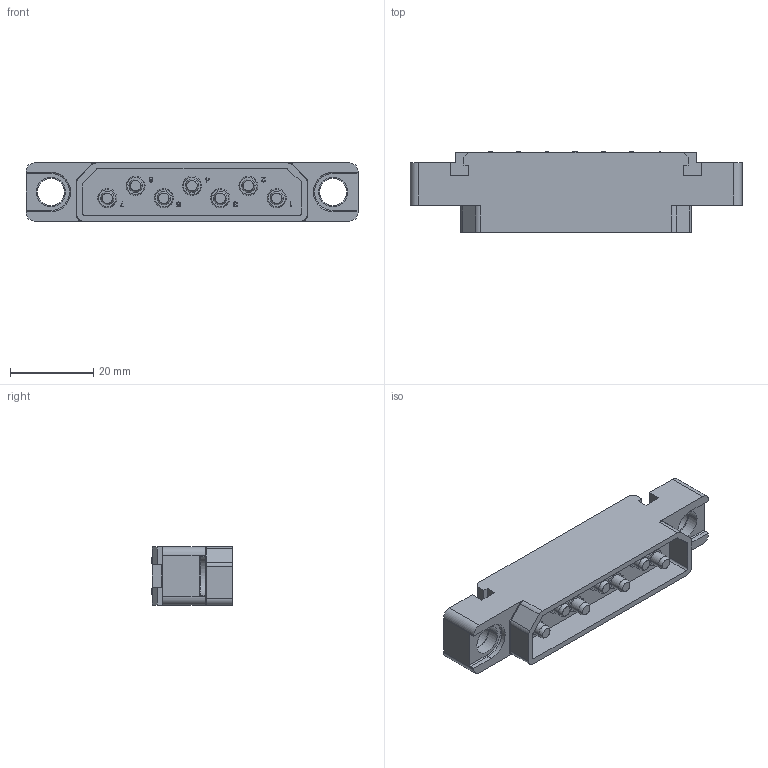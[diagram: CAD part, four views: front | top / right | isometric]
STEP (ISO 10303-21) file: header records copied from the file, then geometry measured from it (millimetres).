
FILE_DESCRIPTION((''),'2;1');
FILE_NAME('1900ND06P2X00D','2019-10-29T',('presta_be4'),(''),'CREO PARAMETRIC BY PTC INC, 2018360','CREO PARAMETRIC BY PTC INC, 2018360','');
FILE_SCHEMA(('CONFIG_CONTROL_DESIGN'));
Length unit declared in the file: millimetre
Products named in the file (1): 1900ND06P2X00D
Bounding box: 80 x 19.35 x 14 mm (x, y, z)
Volume: 11216.2 mm3; surface area: 11394.8 mm2
Topology: 1 solids, 8 shells, 1280 faces, 3370 edges, 2171 vertices
Faces by surface type: plane 870, cylinder 254, cone 102, torus 36, sphere 14, bspline 4
Entity records: 41924 total; most frequent: CARTESIAN_POINT 9850, ORIENTED_EDGE 6712, DIRECTION 6462, EDGE_CURVE 3356, VECTOR 2688, LINE 2688, VERTEX_POINT 2171, AXIS2_PLACEMENT_3D 1887
